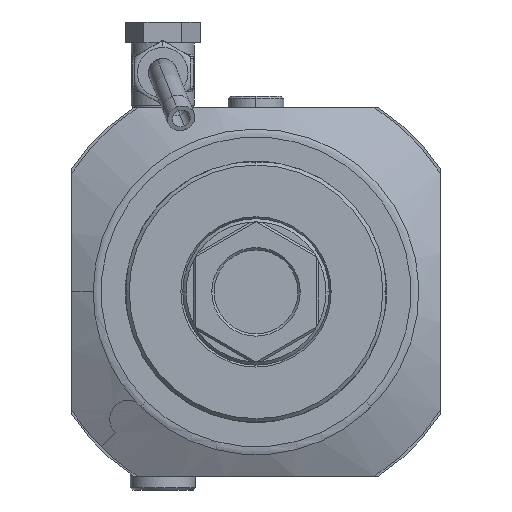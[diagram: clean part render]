
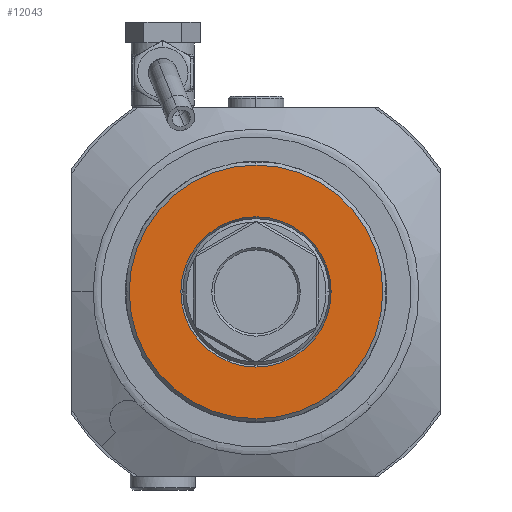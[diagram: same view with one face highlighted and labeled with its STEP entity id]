
A CAD part, left-side view. The second image highlights one B-rep face of the part: STEP entity #12043.
In plain terms, the highlighted planar face has unit normal (-1, 0, 0).
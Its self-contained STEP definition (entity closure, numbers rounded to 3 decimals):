
#4184=CARTESIAN_POINT('',(-24.,0.,0.));
#4185=DIRECTION('',(-1.,0.,0.));
#4186=DIRECTION('',(0.,1.,0.));
#4187=AXIS2_PLACEMENT_3D('',#4184,#4185,#4186);
#4189=CARTESIAN_POINT('',(-24.,0.,0.));
#4190=DIRECTION('',(-1.,0.,0.));
#4191=DIRECTION('',(0.,-1.,0.));
#4192=AXIS2_PLACEMENT_3D('',#4189,#4190,#4191);
#4194=CARTESIAN_POINT('',(-24.,0.,0.));
#4195=DIRECTION('',(1.,0.,0.));
#4196=DIRECTION('',(0.,1.,0.));
#4197=AXIS2_PLACEMENT_3D('',#4194,#4195,#4196);
#4199=CARTESIAN_POINT('',(-24.,0.,0.));
#4200=DIRECTION('',(1.,0.,0.));
#4201=DIRECTION('',(0.,-1.,0.));
#4202=AXIS2_PLACEMENT_3D('',#4199,#4200,#4201);
#7598=CARTESIAN_POINT('',(-24.,16.116,0.));
#7599=CARTESIAN_POINT('',(-24.,-16.116,0.));
#7600=VERTEX_POINT('',#7598);
#7601=VERTEX_POINT('',#7599);
#7602=CARTESIAN_POINT('',(-24.,27.2,0.));
#7603=CARTESIAN_POINT('',(-24.,-27.2,0.));
#7604=VERTEX_POINT('',#7602);
#7605=VERTEX_POINT('',#7603);
#12028=CARTESIAN_POINT('',(-24.,0.,0.));
#12029=DIRECTION('',(-1.,0.,0.));
#12030=DIRECTION('',(0.,1.,0.));
#12031=AXIS2_PLACEMENT_3D('',#12028,#12029,#12030);
#12032=PLANE('',#12031);
#12033=ORIENTED_EDGE('',*,*,#11342,.F.);
#12034=ORIENTED_EDGE('',*,*,#11324,.F.);
#12035=EDGE_LOOP('',(#12033,#12034));
#12036=FACE_OUTER_BOUND('',#12035,.F.);
#12038=ORIENTED_EDGE('',*,*,#12037,.F.);
#12040=ORIENTED_EDGE('',*,*,#12039,.F.);
#12041=EDGE_LOOP('',(#12038,#12040));
#12042=FACE_BOUND('',#12041,.F.);
#4188=CIRCLE('',#4187,27.2);
#4193=CIRCLE('',#4192,27.2);
#4198=CIRCLE('',#4197,16.116);
#4203=CIRCLE('',#4202,16.116);
#11324=EDGE_CURVE('',#7605,#7604,#4193,.T.);
#11342=EDGE_CURVE('',#7604,#7605,#4188,.T.);
#12037=EDGE_CURVE('',#7600,#7601,#4198,.T.);
#12039=EDGE_CURVE('',#7601,#7600,#4203,.T.);
#12043=ADVANCED_FACE('',(#12036,#12042),#12032,.T.);
